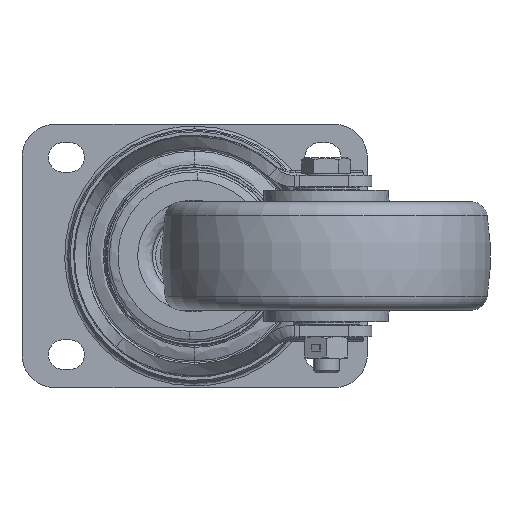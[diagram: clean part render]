
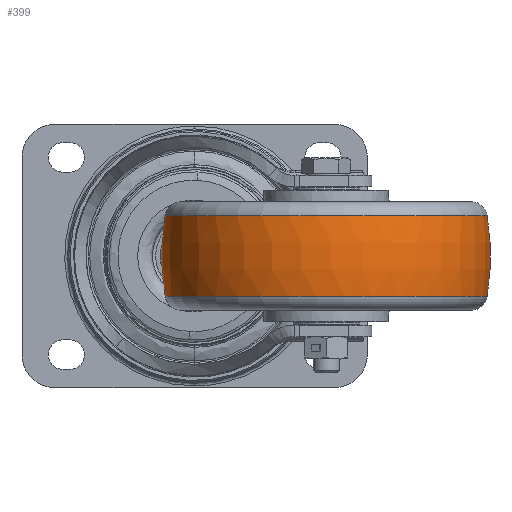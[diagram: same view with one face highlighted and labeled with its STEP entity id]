
A CAD part, front view. The second image highlights one B-rep face of the part: STEP entity #399.
In plain terms, the highlighted toroidal (fillet/blend) face has major radius 30 mm and minor radius 80 mm.
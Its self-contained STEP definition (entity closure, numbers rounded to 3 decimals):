
#399 = ADVANCED_FACE ( 'NONE', ( #984 ), #29825, .T. ) ;
#900 = DIRECTION ( 'NONE',  ( 0., 0., 1. ) ) ;
#984 = FACE_OUTER_BOUND ( 'NONE', #19043, .T. ) ;
#1768 = AXIS2_PLACEMENT_3D ( 'NONE', #7683, #29172, #10807 ) ;
#1923 = ORIENTED_EDGE ( 'NONE', *, *, #24717, .F. ) ;
#1989 = DIRECTION ( 'NONE',  ( 0.998, -0.06, 0. ) ) ;
#7047 = CARTESIAN_POINT ( 'NONE',  ( 40., -78.003, 0. ) ) ;
#7683 = CARTESIAN_POINT ( 'NONE',  ( 69.946, -79.808, 0. ) ) ;
#8517 = EDGE_CURVE ( 'NONE', #32930, #10383, #21348, .T. ) ;
#9263 = DIRECTION ( 'NONE',  ( 0., 0., 1. ) ) ;
#9279 = DIRECTION ( 'NONE',  ( 0.998, -0.06, 0. ) ) ;
#10383 = VERTEX_POINT ( 'NONE', #12218 ) ;
#10492 = DIRECTION ( 'NONE',  ( 0., 0., 1. ) ) ;
#10807 = DIRECTION ( 'NONE',  ( -0.998, 0.06, 0. ) ) ;
#11325 = CIRCLE ( 'NONE', #31895, 49.056 ) ;
#12218 = CARTESIAN_POINT ( 'NONE',  ( 88.967, -80.953, 12.255 ) ) ;
#16207 = ORIENTED_EDGE ( 'NONE', *, *, #17412, .F. ) ;
#17412 = EDGE_CURVE ( 'NONE', #22928, #10383, #11325, .T. ) ;
#19043 = EDGE_LOOP ( 'NONE', ( #1923, #30650, #35534, #16207 ) ) ;
#19403 = CARTESIAN_POINT ( 'NONE',  ( 40., -78.003, -12.255 ) ) ;
#20481 = DIRECTION ( 'NONE',  ( -0.06, -0.998, 0. ) ) ;
#20975 = AXIS2_PLACEMENT_3D ( 'NONE', #38688, #20481, #1989 ) ;
#21348 = CIRCLE ( 'NONE', #20975, 80. ) ;
#22450 = DIRECTION ( 'NONE',  ( 0.998, -0.06, 0. ) ) ;
#22928 = VERTEX_POINT ( 'NONE', #24023 ) ;
#23366 = AXIS2_PLACEMENT_3D ( 'NONE', #19403, #900, #22450 ) ;
#24023 = CARTESIAN_POINT ( 'NONE',  ( -8.967, -75.053, 12.255 ) ) ;
#24717 = EDGE_CURVE ( 'NONE', #34556, #22928, #38354, .T. ) ;
#27336 = CARTESIAN_POINT ( 'NONE',  ( -8.967, -75.053, -12.255 ) ) ;
#28855 = EDGE_CURVE ( 'NONE', #34556, #32930, #32913, .T. ) ;
#28865 = CARTESIAN_POINT ( 'NONE',  ( 40., -78.003, 12.255 ) ) ;
#29172 = DIRECTION ( 'NONE',  ( 0.06, 0.998, 0. ) ) ;
#29825 = TOROIDAL_SURFACE ( 'NONE', #31686, -30., 80. ) ;
#30650 = ORIENTED_EDGE ( 'NONE', *, *, #28855, .T. ) ;
#31555 = CARTESIAN_POINT ( 'NONE',  ( 88.967, -80.953, -12.255 ) ) ;
#31686 = AXIS2_PLACEMENT_3D ( 'NONE', #7047, #9263, #9279 ) ;
#31895 = AXIS2_PLACEMENT_3D ( 'NONE', #28865, #10492, #31917 ) ;
#31917 = DIRECTION ( 'NONE',  ( 0.998, -0.06, 0. ) ) ;
#32913 = CIRCLE ( 'NONE', #23366, 49.056 ) ;
#32930 = VERTEX_POINT ( 'NONE', #31555 ) ;
#34556 = VERTEX_POINT ( 'NONE', #27336 ) ;
#35534 = ORIENTED_EDGE ( 'NONE', *, *, #8517, .T. ) ;
#38354 = CIRCLE ( 'NONE', #1768, 80. ) ;
#38688 = CARTESIAN_POINT ( 'NONE',  ( 10.054, -76.199, 0. ) ) ;
